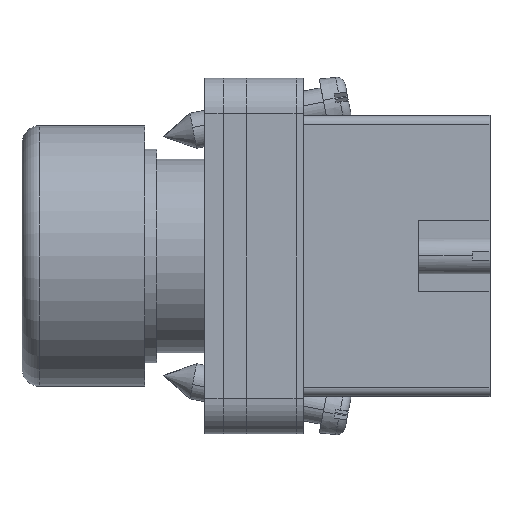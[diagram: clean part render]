
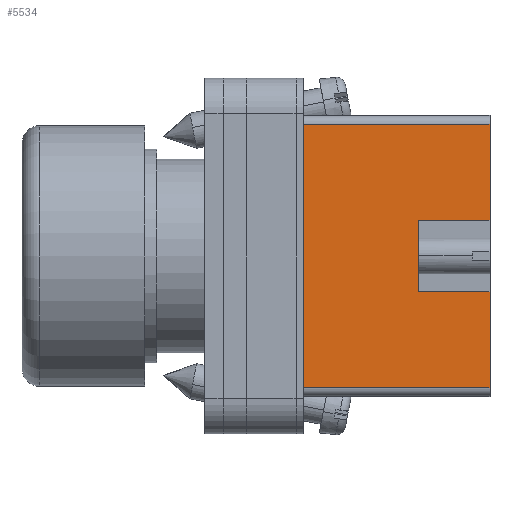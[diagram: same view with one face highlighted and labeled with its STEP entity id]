
A CAD part, left-side view. The second image highlights one B-rep face of the part: STEP entity #5534.
In plain terms, the highlighted face is planar.
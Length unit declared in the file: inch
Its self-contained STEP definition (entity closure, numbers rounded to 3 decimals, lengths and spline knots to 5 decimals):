
#248 = CARTESIAN_POINT ( 'NONE',  ( 0.15748, -0.09843, 0.58268 ) ) ;
#698 = VERTEX_POINT ( 'NONE', #5837 ) ;
#961 = ORIENTED_EDGE ( 'NONE', *, *, #4745, .F. ) ;
#1065 = EDGE_CURVE ( 'NONE', #10955, #698, #3791, .T. ) ;
#1305 = VECTOR ( 'NONE', #5936, 39.37008 ) ;
#1336 = DIRECTION ( 'NONE',  ( 0., -1., 0. ) ) ;
#1597 = LINE ( 'NONE', #9390, #1305 ) ;
#2166 = CARTESIAN_POINT ( 'NONE',  ( -0.58268, 0.41339, 0.58268 ) ) ;
#2331 = VECTOR ( 'NONE', #6427, 39.37008 ) ;
#2552 = CARTESIAN_POINT ( 'NONE',  ( -0.15748, -0.09843, 0.58268 ) ) ;
#2590 = ORIENTED_EDGE ( 'NONE', *, *, #3909, .T. ) ;
#2755 = CARTESIAN_POINT ( 'NONE',  ( 0.62205, -0.41339, 0.58268 ) ) ;
#2846 = DIRECTION ( 'NONE',  ( 0., 1., 0. ) ) ;
#3093 = LINE ( 'NONE', #2166, #7489 ) ;
#3131 = ORIENTED_EDGE ( 'NONE', *, *, #8484, .F. ) ;
#3508 = EDGE_LOOP ( 'NONE', ( #10829, #5070, #2590, #3131, #961, #10697, #10564, #6837 ) ) ;
#3602 = DIRECTION ( 'NONE',  ( -1., 0., 0. ) ) ;
#3739 = CARTESIAN_POINT ( 'NONE',  ( -0.58268, -0.41339, 0.58268 ) ) ;
#3791 = LINE ( 'NONE', #8099, #10409 ) ;
#3847 = VERTEX_POINT ( 'NONE', #2552 ) ;
#3909 = EDGE_CURVE ( 'NONE', #6761, #4944, #7613, .T. ) ;
#4164 = CARTESIAN_POINT ( 'NONE',  ( -0.15748, -0.41339, 0.58268 ) ) ;
#4208 = VECTOR ( 'NONE', #7494, 39.37008 ) ;
#4355 = LINE ( 'NONE', #5194, #10933 ) ;
#4649 = LINE ( 'NONE', #7262, #2331 ) ;
#4745 = EDGE_CURVE ( 'NONE', #9721, #3847, #1597, .T. ) ;
#4944 = VERTEX_POINT ( 'NONE', #6457 ) ;
#5070 = ORIENTED_EDGE ( 'NONE', *, *, #7531, .T. ) ;
#5194 = CARTESIAN_POINT ( 'NONE',  ( 0.15748, -0.41339, 0.58268 ) ) ;
#5285 = VECTOR ( 'NONE', #9708, 39.37008 ) ;
#5534 = ADVANCED_FACE ( 'NONE', ( #10333 ), #7964, .F. ) ;
#5837 = CARTESIAN_POINT ( 'NONE',  ( 0.58268, 0.41339, 0.58268 ) ) ;
#5936 = DIRECTION ( 'NONE',  ( -1., 0., 0. ) ) ;
#6427 = DIRECTION ( 'NONE',  ( 1., 0., 0. ) ) ;
#6457 = CARTESIAN_POINT ( 'NONE',  ( -0.15748, -0.41339, 0.58268 ) ) ;
#6480 = VERTEX_POINT ( 'NONE', #10218 ) ;
#6524 = LINE ( 'NONE', #6620, #4208 ) ;
#6620 = CARTESIAN_POINT ( 'NONE',  ( 0.62205, 0.41339, 0.58268 ) ) ;
#6761 = VERTEX_POINT ( 'NONE', #3739 ) ;
#6837 = ORIENTED_EDGE ( 'NONE', *, *, #1065, .T. ) ;
#7071 = CARTESIAN_POINT ( 'NONE',  ( 0.62205, 0.41339, 0.58268 ) ) ;
#7153 = EDGE_CURVE ( 'NONE', #6480, #9721, #4355, .T. ) ;
#7262 = CARTESIAN_POINT ( 'NONE',  ( 0.62205, -0.41339, 0.58268 ) ) ;
#7489 = VECTOR ( 'NONE', #1336, 39.37008 ) ;
#7494 = DIRECTION ( 'NONE',  ( 1., 0., 0. ) ) ;
#7531 = EDGE_CURVE ( 'NONE', #9545, #6761, #3093, .T. ) ;
#7613 = LINE ( 'NONE', #2755, #5285 ) ;
#7726 = VECTOR ( 'NONE', #9342, 39.37008 ) ;
#7755 = EDGE_CURVE ( 'NONE', #9545, #698, #6524, .T. ) ;
#7964 = PLANE ( 'NONE',  #10789 ) ;
#8099 = CARTESIAN_POINT ( 'NONE',  ( 0.58268, 0.41339, 0.58268 ) ) ;
#8254 = CARTESIAN_POINT ( 'NONE',  ( 0.58268, -0.41339, 0.58268 ) ) ;
#8484 = EDGE_CURVE ( 'NONE', #3847, #4944, #9974, .T. ) ;
#8659 = DIRECTION ( 'NONE',  ( 0., 1., 0. ) ) ;
#8813 = DIRECTION ( 'NONE',  ( 0., 0., -1. ) ) ;
#9342 = DIRECTION ( 'NONE',  ( 0., -1., 0. ) ) ;
#9390 = CARTESIAN_POINT ( 'NONE',  ( -0.15748, -0.09843, 0.58268 ) ) ;
#9545 = VERTEX_POINT ( 'NONE', #11214 ) ;
#9708 = DIRECTION ( 'NONE',  ( 1., 0., 0. ) ) ;
#9721 = VERTEX_POINT ( 'NONE', #248 ) ;
#9974 = LINE ( 'NONE', #4164, #7726 ) ;
#10218 = CARTESIAN_POINT ( 'NONE',  ( 0.15748, -0.41339, 0.58268 ) ) ;
#10333 = FACE_OUTER_BOUND ( 'NONE', #3508, .T. ) ;
#10409 = VECTOR ( 'NONE', #2846, 39.37008 ) ;
#10564 = ORIENTED_EDGE ( 'NONE', *, *, #10896, .T. ) ;
#10697 = ORIENTED_EDGE ( 'NONE', *, *, #7153, .F. ) ;
#10789 = AXIS2_PLACEMENT_3D ( 'NONE', #7071, #8813, #3602 ) ;
#10829 = ORIENTED_EDGE ( 'NONE', *, *, #7755, .F. ) ;
#10896 = EDGE_CURVE ( 'NONE', #6480, #10955, #4649, .T. ) ;
#10933 = VECTOR ( 'NONE', #8659, 39.37008 ) ;
#10955 = VERTEX_POINT ( 'NONE', #8254 ) ;
#11214 = CARTESIAN_POINT ( 'NONE',  ( -0.58268, 0.41339, 0.58268 ) ) ;
